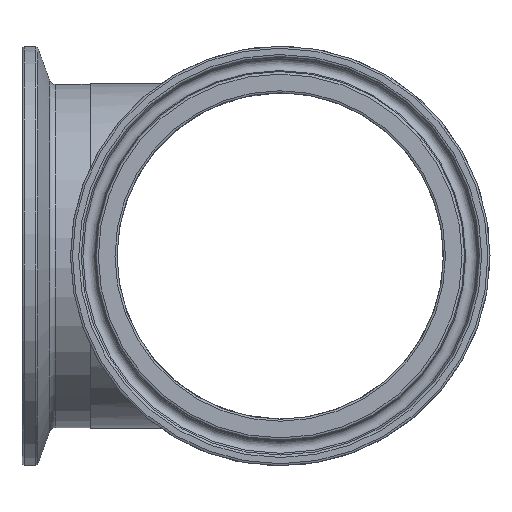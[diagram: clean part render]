
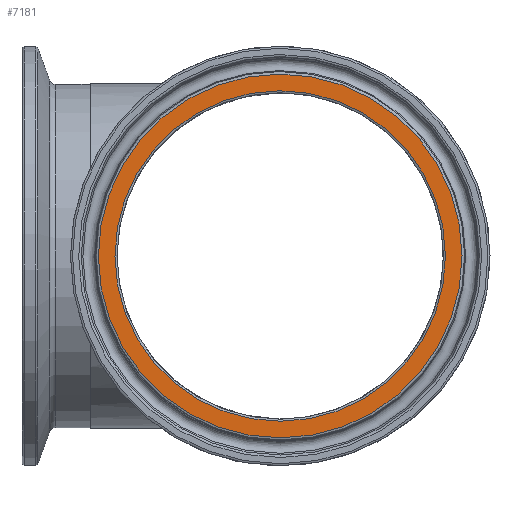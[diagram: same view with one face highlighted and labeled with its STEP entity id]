
A CAD part, left-side view. The second image highlights one B-rep face of the part: STEP entity #7181.
In plain terms, the highlighted planar face has unit normal (-1, 0, 0).
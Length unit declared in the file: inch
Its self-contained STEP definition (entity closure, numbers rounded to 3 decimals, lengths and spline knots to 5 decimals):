
#157=FACE_BOUND('',#1386,.T.);
#323=PLANE('',#7604);
#900=FACE_OUTER_BOUND('',#1385,.T.);
#1385=EDGE_LOOP('',(#6601));
#1386=EDGE_LOOP('',(#6602));
#2492=CIRCLE('',#7603,1.2);
#2493=CIRCLE('',#7605,1.32066);
#3560=VERTEX_POINT('',#15721);
#3561=VERTEX_POINT('',#15724);
#4584=EDGE_CURVE('',#3560,#3560,#2492,.T.);
#4585=EDGE_CURVE('',#3561,#3561,#2493,.T.);
#6601=ORIENTED_EDGE('',*,*,#4585,.F.);
#6602=ORIENTED_EDGE('',*,*,#4584,.F.);
#7181=ADVANCED_FACE('',(#900,#157),#323,.T.);
#7603=AXIS2_PLACEMENT_3D('',#15722,#8892,#8893);
#7604=AXIS2_PLACEMENT_3D('',#15723,#8894,#8895);
#7605=AXIS2_PLACEMENT_3D('',#15725,#8896,#8897);
#8892=DIRECTION('center_axis',(-1.,0.,0.));
#8893=DIRECTION('ref_axis',(0.,-1.,0.002));
#8894=DIRECTION('center_axis',(-1.,0.,0.));
#8895=DIRECTION('ref_axis',(0.,0.002,1.));
#8896=DIRECTION('center_axis',(1.,0.,0.));
#8897=DIRECTION('ref_axis',(0.,-1.,0.002));
#15721=CARTESIAN_POINT('',(-3.625,1.2,-0.00245));
#15722=CARTESIAN_POINT('Origin',(-3.625,0.,0.));
#15723=CARTESIAN_POINT('Origin',(-3.625,1.33466,-0.00272));
#15724=CARTESIAN_POINT('',(-3.625,1.32065,-0.0027));
#15725=CARTESIAN_POINT('Origin',(-3.625,0.,0.));
